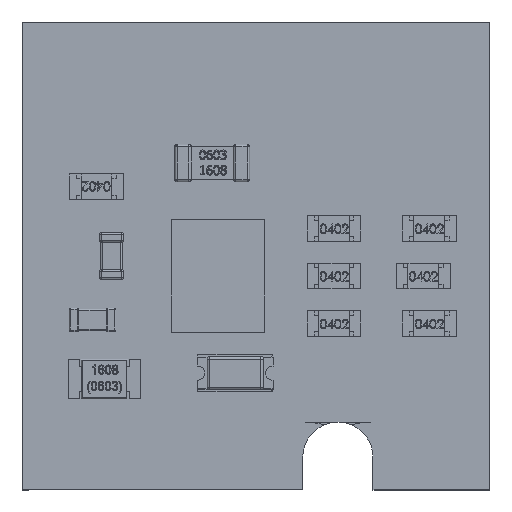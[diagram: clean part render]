
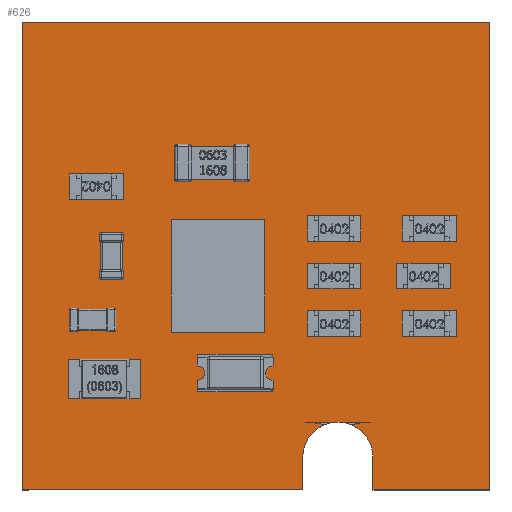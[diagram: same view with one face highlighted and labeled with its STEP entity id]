
A CAD part, top view. The second image highlights one B-rep face of the part: STEP entity #626.
In plain terms, the highlighted planar face has unit normal (0, 0, 1).
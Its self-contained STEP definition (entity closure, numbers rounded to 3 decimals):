
#133 = VERTEX_POINT('',#134);
#134 = CARTESIAN_POINT('',(0.,0.,0.411));
#140 = EDGE_CURVE('',#133,#141,#143,.T.);
#141 = VERTEX_POINT('',#142);
#142 = CARTESIAN_POINT('',(0.,10.,0.411));
#143 = LINE('',#144,#145);
#144 = CARTESIAN_POINT('',(0.,0.,0.411));
#145 = VECTOR('',#146,1.);
#146 = DIRECTION('',(0.,1.,0.));
#171 = EDGE_CURVE('',#141,#172,#174,.T.);
#172 = VERTEX_POINT('',#173);
#173 = CARTESIAN_POINT('',(10.,10.,0.411));
#174 = LINE('',#175,#176);
#175 = CARTESIAN_POINT('',(0.,10.,0.411));
#176 = VECTOR('',#177,1.);
#177 = DIRECTION('',(1.,0.,0.));
#202 = EDGE_CURVE('',#172,#203,#205,.T.);
#203 = VERTEX_POINT('',#204);
#204 = CARTESIAN_POINT('',(10.,0.,0.411));
#205 = LINE('',#206,#207);
#206 = CARTESIAN_POINT('',(10.,10.,0.411));
#207 = VECTOR('',#208,1.);
#208 = DIRECTION('',(0.,-1.,0.));
#233 = EDGE_CURVE('',#203,#234,#236,.T.);
#234 = VERTEX_POINT('',#235);
#235 = CARTESIAN_POINT('',(7.5,0.,0.411));
#236 = LINE('',#237,#238);
#237 = CARTESIAN_POINT('',(10.,0.,0.411));
#238 = VECTOR('',#239,1.);
#239 = DIRECTION('',(-1.,0.,0.));
#264 = EDGE_CURVE('',#234,#265,#267,.T.);
#265 = VERTEX_POINT('',#266);
#266 = CARTESIAN_POINT('',(7.5,0.7,0.411));
#267 = LINE('',#268,#269);
#268 = CARTESIAN_POINT('',(7.5,0.,0.411));
#269 = VECTOR('',#270,1.);
#270 = DIRECTION('',(0.,1.,0.));
#295 = EDGE_CURVE('',#265,#296,#298,.T.);
#296 = VERTEX_POINT('',#297);
#297 = CARTESIAN_POINT('',(7.041,1.391,0.411));
#298 = CIRCLE('',#299,0.75);
#299 = AXIS2_PLACEMENT_3D('',#300,#301,#302);
#300 = CARTESIAN_POINT('',(6.75,0.7,0.411));
#301 = DIRECTION('',(0.,0.,1.));
#302 = DIRECTION('',(1.,0.,0.));
#330 = VERTEX_POINT('',#331);
#331 = CARTESIAN_POINT('',(7.45,1.45,0.411));
#337 = EDGE_CURVE('',#330,#296,#338,.T.);
#338 = CIRCLE('',#339,1.45);
#339 = AXIS2_PLACEMENT_3D('',#340,#341,#342);
#340 = CARTESIAN_POINT('',(7.45,0.,0.411));
#341 = DIRECTION('',(0.,0.,1.));
#342 = DIRECTION('',(0.,1.,0.));
#363 = VERTEX_POINT('',#364);
#364 = CARTESIAN_POINT('',(6.752,1.45,0.411));
#370 = EDGE_CURVE('',#363,#330,#371,.T.);
#371 = LINE('',#372,#373);
#372 = CARTESIAN_POINT('',(6.05,1.45,0.411));
#373 = VECTOR('',#374,1.);
#374 = DIRECTION('',(1.,0.,0.));
#392 = EDGE_CURVE('',#363,#393,#395,.T.);
#393 = VERTEX_POINT('',#394);
#394 = CARTESIAN_POINT('',(6.748,1.45,0.411));
#395 = CIRCLE('',#396,0.75);
#396 = AXIS2_PLACEMENT_3D('',#397,#398,#399);
#397 = CARTESIAN_POINT('',(6.75,0.7,0.411));
#398 = DIRECTION('',(0.,0.,1.));
#399 = DIRECTION('',(1.,0.,0.));
#427 = VERTEX_POINT('',#428);
#428 = CARTESIAN_POINT('',(6.05,1.45,0.411));
#434 = EDGE_CURVE('',#427,#393,#435,.T.);
#435 = LINE('',#436,#437);
#436 = CARTESIAN_POINT('',(6.05,1.45,0.411));
#437 = VECTOR('',#438,1.);
#438 = DIRECTION('',(1.,0.,0.));
#458 = VERTEX_POINT('',#459);
#459 = CARTESIAN_POINT('',(6.459,1.391,0.411));
#465 = EDGE_CURVE('',#458,#427,#466,.T.);
#466 = CIRCLE('',#467,1.45);
#467 = AXIS2_PLACEMENT_3D('',#468,#469,#470);
#468 = CARTESIAN_POINT('',(6.05,0.,0.411));
#469 = DIRECTION('',(0.,0.,1.));
#470 = DIRECTION('',(0.,-1.,0.));
#489 = EDGE_CURVE('',#458,#490,#492,.T.);
#490 = VERTEX_POINT('',#491);
#491 = CARTESIAN_POINT('',(6.,0.7,0.411));
#492 = CIRCLE('',#493,0.75);
#493 = AXIS2_PLACEMENT_3D('',#494,#495,#496);
#494 = CARTESIAN_POINT('',(6.75,0.7,0.411));
#495 = DIRECTION('',(0.,0.,1.));
#496 = DIRECTION('',(1.,0.,0.));
#522 = EDGE_CURVE('',#490,#523,#525,.T.);
#523 = VERTEX_POINT('',#524);
#524 = CARTESIAN_POINT('',(6.,0.008,0.411));
#525 = LINE('',#526,#527);
#526 = CARTESIAN_POINT('',(6.,0.7,0.411));
#527 = VECTOR('',#528,1.);
#528 = DIRECTION('',(0.,-1.,0.));
#553 = EDGE_CURVE('',#523,#554,#556,.T.);
#554 = VERTEX_POINT('',#555);
#555 = CARTESIAN_POINT('',(6.,0.,0.411));
#556 = CIRCLE('',#557,1.45);
#557 = AXIS2_PLACEMENT_3D('',#558,#559,#560);
#558 = CARTESIAN_POINT('',(7.45,0.,0.411));
#559 = DIRECTION('',(0.,0.,1.));
#560 = DIRECTION('',(0.,1.,0.));
#586 = EDGE_CURVE('',#554,#133,#587,.T.);
#587 = LINE('',#588,#589);
#588 = CARTESIAN_POINT('',(6.,0.,0.411));
#589 = VECTOR('',#590,1.);
#590 = DIRECTION('',(-1.,0.,0.));
#626 = ADVANCED_FACE('',(#627),#644,.T.);
#627 = FACE_BOUND('',#628,.T.);
#628 = EDGE_LOOP('',(#629,#630,#631,#632,#633,#634,#635,#636,#637,#638,
    #639,#640,#641,#642,#643));
#629 = ORIENTED_EDGE('',*,*,#140,.F.);
#630 = ORIENTED_EDGE('',*,*,#586,.F.);
#631 = ORIENTED_EDGE('',*,*,#553,.F.);
#632 = ORIENTED_EDGE('',*,*,#522,.F.);
#633 = ORIENTED_EDGE('',*,*,#489,.F.);
#634 = ORIENTED_EDGE('',*,*,#465,.T.);
#635 = ORIENTED_EDGE('',*,*,#434,.T.);
#636 = ORIENTED_EDGE('',*,*,#392,.F.);
#637 = ORIENTED_EDGE('',*,*,#370,.T.);
#638 = ORIENTED_EDGE('',*,*,#337,.T.);
#639 = ORIENTED_EDGE('',*,*,#295,.F.);
#640 = ORIENTED_EDGE('',*,*,#264,.F.);
#641 = ORIENTED_EDGE('',*,*,#233,.F.);
#642 = ORIENTED_EDGE('',*,*,#202,.F.);
#643 = ORIENTED_EDGE('',*,*,#171,.F.);
#644 = PLANE('',#645);
#645 = AXIS2_PLACEMENT_3D('',#646,#647,#648);
#646 = CARTESIAN_POINT('',(0.,0.,0.411));
#647 = DIRECTION('',(0.,0.,1.));
#648 = DIRECTION('',(1.,0.,0.));
